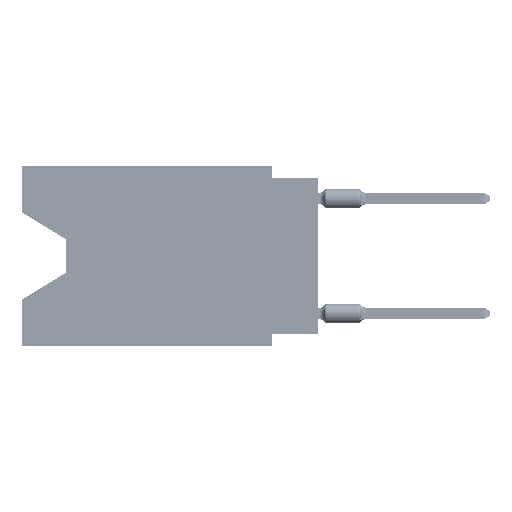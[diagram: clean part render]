
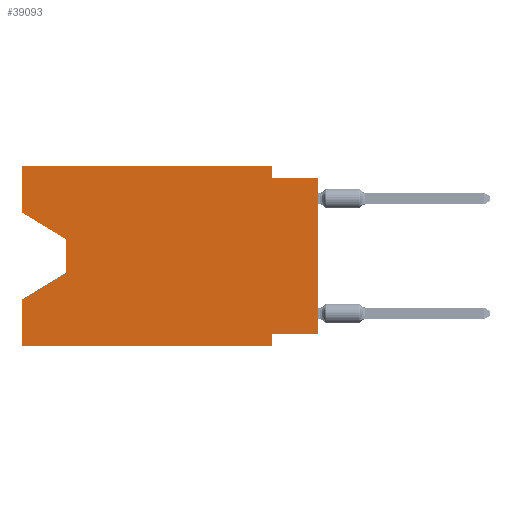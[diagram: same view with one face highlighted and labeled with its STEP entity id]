
A CAD part, left-side view. The second image highlights one B-rep face of the part: STEP entity #39093.
In plain terms, the highlighted planar face has unit normal (-1, 0, 0).
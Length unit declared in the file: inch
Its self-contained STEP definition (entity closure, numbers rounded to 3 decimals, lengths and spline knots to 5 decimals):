
#132 = CARTESIAN_POINT ( 'NONE',  ( 0., 0., -0.365 ) ) ;
#1188 = LINE ( 'NONE', #46721, #54985 ) ;
#3725 = LINE ( 'NONE', #71546, #5303 ) ;
#4117 = LINE ( 'NONE', #9297, #36762 ) ;
#4877 = EDGE_CURVE ( 'NONE', #70359, #29934, #27509, .T. ) ;
#4952 = VERTEX_POINT ( 'NONE', #17493 ) ;
#5303 = VECTOR ( 'NONE', #15199, 39.37008 ) ;
#7091 = CARTESIAN_POINT ( 'NONE',  ( 0., 0.1, -0.39 ) ) ;
#8492 = DIRECTION ( 'NONE',  ( 0., 0., -1. ) ) ;
#8541 = DIRECTION ( 'NONE',  ( 0., 0., 1. ) ) ;
#9297 = CARTESIAN_POINT ( 'NONE',  ( 0., 0.645, -0.39 ) ) ;
#9915 = EDGE_CURVE ( 'NONE', #59674, #57410, #23807, .T. ) ;
#10022 = CARTESIAN_POINT ( 'NONE',  ( 0., 0.645, -0.10025 ) ) ;
#10030 = DIRECTION ( 'NONE',  ( 0., -1., 0. ) ) ;
#10109 = DIRECTION ( 'NONE',  ( 0., 0.855, -0.519 ) ) ;
#10872 = EDGE_CURVE ( 'NONE', #56134, #16699, #65638, .T. ) ;
#12376 = LINE ( 'NONE', #62829, #36915 ) ;
#12705 = VECTOR ( 'NONE', #8541, 39.37008 ) ;
#12976 = DIRECTION ( 'NONE',  ( 0., 0., -1. ) ) ;
#13643 = LINE ( 'NONE', #42186, #48405 ) ;
#13716 = CARTESIAN_POINT ( 'NONE',  ( 0., 0., -0.365 ) ) ;
#14068 = ORIENTED_EDGE ( 'NONE', *, *, #63531, .F. ) ;
#14377 = ORIENTED_EDGE ( 'NONE', *, *, #69611, .T. ) ;
#14947 = VECTOR ( 'NONE', #42511, 39.37008 ) ;
#15199 = DIRECTION ( 'NONE',  ( 0., 0., 1. ) ) ;
#16227 = ORIENTED_EDGE ( 'NONE', *, *, #9915, .F. ) ;
#16283 = VERTEX_POINT ( 'NONE', #45978 ) ;
#16699 = VERTEX_POINT ( 'NONE', #62968 ) ;
#16978 = ORIENTED_EDGE ( 'NONE', *, *, #4877, .T. ) ;
#17136 = CARTESIAN_POINT ( 'NONE',  ( 0., 0.645, -0.39 ) ) ;
#17493 = CARTESIAN_POINT ( 'NONE',  ( 0., 0., -0.025 ) ) ;
#17943 = DIRECTION ( 'NONE',  ( 0., -1., 0. ) ) ;
#18189 = LINE ( 'NONE', #7091, #34262 ) ;
#19801 = EDGE_CURVE ( 'NONE', #56134, #16283, #1188, .T. ) ;
#19910 = LINE ( 'NONE', #36950, #14947 ) ;
#20515 = VECTOR ( 'NONE', #10109, 39.37008 ) ;
#22469 = DIRECTION ( 'NONE',  ( 0., 0., -1. ) ) ;
#22586 = VERTEX_POINT ( 'NONE', #17136 ) ;
#23615 = EDGE_CURVE ( 'NONE', #29911, #39318, #32877, .T. ) ;
#23807 = LINE ( 'NONE', #132, #29231 ) ;
#26134 = EDGE_CURVE ( 'NONE', #22586, #29934, #3725, .T. ) ;
#27308 = CARTESIAN_POINT ( 'NONE',  ( 0., 0.1, 0. ) ) ;
#27509 = LINE ( 'NONE', #44192, #20515 ) ;
#29214 = LINE ( 'NONE', #34768, #51579 ) ;
#29231 = VECTOR ( 'NONE', #39027, 39.37008 ) ;
#29641 = FACE_OUTER_BOUND ( 'NONE', #71739, .T. ) ;
#29911 = VERTEX_POINT ( 'NONE', #35237 ) ;
#29934 = VERTEX_POINT ( 'NONE', #64142 ) ;
#32877 = LINE ( 'NONE', #27308, #44066 ) ;
#33226 = ORIENTED_EDGE ( 'NONE', *, *, #40583, .T. ) ;
#34262 = VECTOR ( 'NONE', #12976, 39.37008 ) ;
#34457 = ORIENTED_EDGE ( 'NONE', *, *, #71037, .F. ) ;
#34768 = CARTESIAN_POINT ( 'NONE',  ( 0., 0., 0. ) ) ;
#35214 = DIRECTION ( 'NONE',  ( 1., 0., 0. ) ) ;
#35237 = CARTESIAN_POINT ( 'NONE',  ( 0., 0.1, 0. ) ) ;
#35908 = CARTESIAN_POINT ( 'NONE',  ( 0., 0.645, 0. ) ) ;
#36762 = VECTOR ( 'NONE', #10030, 39.37008 ) ;
#36915 = VECTOR ( 'NONE', #17943, 39.37008 ) ;
#36950 = CARTESIAN_POINT ( 'NONE',  ( 0., 0.55, -0.158 ) ) ;
#37224 = AXIS2_PLACEMENT_3D ( 'NONE', #35908, #35214, #8492 ) ;
#38860 = CARTESIAN_POINT ( 'NONE',  ( 0., 0.1, -0.025 ) ) ;
#39027 = DIRECTION ( 'NONE',  ( 0., 1., 0. ) ) ;
#39093 = ADVANCED_FACE ( 'NONE', ( #29641 ), #59279, .F. ) ;
#39318 = VERTEX_POINT ( 'NONE', #38860 ) ;
#40583 = EDGE_CURVE ( 'NONE', #59674, #4952, #29214, .T. ) ;
#42186 = CARTESIAN_POINT ( 'NONE',  ( 0., 0.645, 0. ) ) ;
#42511 = DIRECTION ( 'NONE',  ( 0., 0., -1. ) ) ;
#44066 = VECTOR ( 'NONE', #22469, 39.37008 ) ;
#44192 = CARTESIAN_POINT ( 'NONE',  ( 0., 0.55, -0.232 ) ) ;
#44514 = VERTEX_POINT ( 'NONE', #48341 ) ;
#45168 = ORIENTED_EDGE ( 'NONE', *, *, #10872, .F. ) ;
#45269 = EDGE_CURVE ( 'NONE', #57410, #44514, #18189, .T. ) ;
#45978 = CARTESIAN_POINT ( 'NONE',  ( 0., 0.55, -0.158 ) ) ;
#46721 = CARTESIAN_POINT ( 'NONE',  ( 0., 0.645, -0.10025 ) ) ;
#48118 = DIRECTION ( 'NONE',  ( 0., -1., 0. ) ) ;
#48341 = CARTESIAN_POINT ( 'NONE',  ( 0., 0.1, -0.39 ) ) ;
#48405 = VECTOR ( 'NONE', #48118, 39.37008 ) ;
#49760 = ORIENTED_EDGE ( 'NONE', *, *, #45269, .F. ) ;
#51579 = VECTOR ( 'NONE', #57380, 39.37008 ) ;
#54985 = VECTOR ( 'NONE', #57508, 39.37008 ) ;
#56134 = VERTEX_POINT ( 'NONE', #10022 ) ;
#57380 = DIRECTION ( 'NONE',  ( 0., 0., 1. ) ) ;
#57410 = VERTEX_POINT ( 'NONE', #60920 ) ;
#57508 = DIRECTION ( 'NONE',  ( 0., -0.855, -0.519 ) ) ;
#57680 = ORIENTED_EDGE ( 'NONE', *, *, #26134, .F. ) ;
#58462 = EDGE_CURVE ( 'NONE', #16283, #70359, #19910, .T. ) ;
#58544 = ORIENTED_EDGE ( 'NONE', *, *, #19801, .T. ) ;
#58590 = CARTESIAN_POINT ( 'NONE',  ( 0., 0.645, 0. ) ) ;
#59279 = PLANE ( 'NONE',  #37224 ) ;
#59674 = VERTEX_POINT ( 'NONE', #13716 ) ;
#60920 = CARTESIAN_POINT ( 'NONE',  ( 0., 0.1, -0.365 ) ) ;
#62829 = CARTESIAN_POINT ( 'NONE',  ( 0., 0., -0.025 ) ) ;
#62968 = CARTESIAN_POINT ( 'NONE',  ( 0., 0.645, 0. ) ) ;
#63531 = EDGE_CURVE ( 'NONE', #16699, #29911, #13643, .T. ) ;
#64142 = CARTESIAN_POINT ( 'NONE',  ( 0., 0.645, -0.28975 ) ) ;
#64877 = ORIENTED_EDGE ( 'NONE', *, *, #23615, .F. ) ;
#65638 = LINE ( 'NONE', #58590, #12705 ) ;
#66027 = ORIENTED_EDGE ( 'NONE', *, *, #58462, .T. ) ;
#69611 = EDGE_CURVE ( 'NONE', #22586, #44514, #4117, .T. ) ;
#70359 = VERTEX_POINT ( 'NONE', #71471 ) ;
#71037 = EDGE_CURVE ( 'NONE', #39318, #4952, #12376, .T. ) ;
#71471 = CARTESIAN_POINT ( 'NONE',  ( 0., 0.55, -0.232 ) ) ;
#71546 = CARTESIAN_POINT ( 'NONE',  ( 0., 0.645, 0. ) ) ;
#71739 = EDGE_LOOP ( 'NONE', ( #58544, #66027, #16978, #57680, #14377, #49760, #16227, #33226, #34457, #64877, #14068, #45168 ) ) ;
